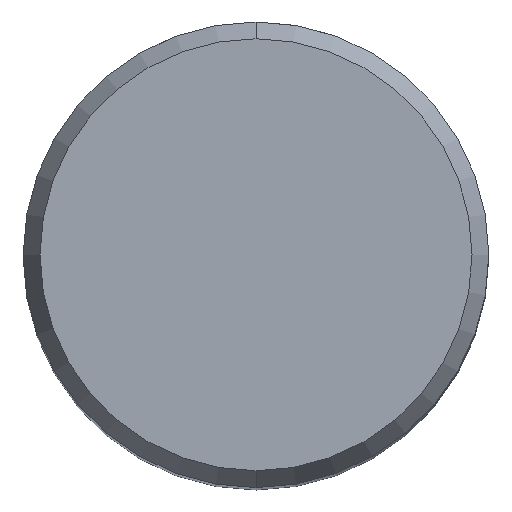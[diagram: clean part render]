
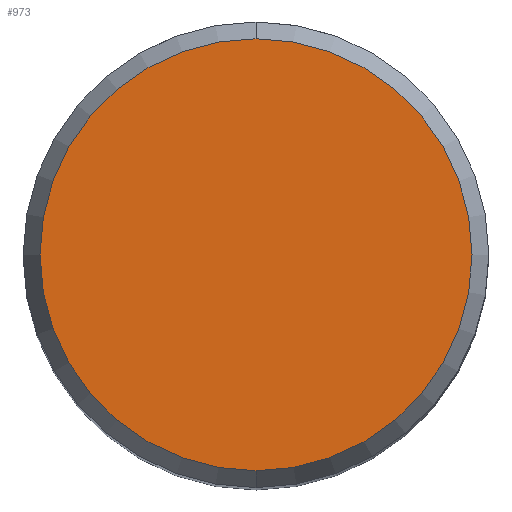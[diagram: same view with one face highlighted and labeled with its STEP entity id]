
A CAD part, top view. The second image highlights one B-rep face of the part: STEP entity #973.
In plain terms, the highlighted planar face has unit normal (0, 0, 1).
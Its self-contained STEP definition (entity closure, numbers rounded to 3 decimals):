
#401=EDGE_CURVE('',#847,#871,#1098,.T.);
#547=EDGE_CURVE('',#871,#847,#1255,.T.);
#847=VERTEX_POINT('',#1584);
#871=VERTEX_POINT('',#1610);
#973=ADVANCED_FACE('',(#1723),#1724,.T.);
#1098=CIRCLE('',#1876,7.423);
#1255=CIRCLE('',#3105,7.423);
#1584=CARTESIAN_POINT('',(0.,-7.423,0.0));
#1610=CARTESIAN_POINT('',(0.0,7.423,0.0));
#1723=FACE_OUTER_BOUND('',#12968,.T.);
#1724=PLANE('',#12969);
#1876=AXIS2_PLACEMENT_3D('',#13827,#13828,#13829);
#3105=AXIS2_PLACEMENT_3D('',#13950,#13951,#13952);
#12968=EDGE_LOOP('',(#14481,#14482));
#12969=AXIS2_PLACEMENT_3D('',#14483,#14484,#14485);
#13827=CARTESIAN_POINT('',(0.0,0.0,0.0));
#13828=DIRECTION('',(0.0,0.0,-1.0));
#13829=DIRECTION('',(0.0,1.0,0.0));
#13950=CARTESIAN_POINT('',(0.0,0.0,0.0));
#13951=DIRECTION('',(0.0,0.0,-1.0));
#13952=DIRECTION('',(0.0,1.0,0.0));
#14481=ORIENTED_EDGE('',*,*,#547,.F.);
#14482=ORIENTED_EDGE('',*,*,#401,.F.);
#14483=CARTESIAN_POINT('',(0.0,3.711,0.0));
#14484=DIRECTION('',(-0.0,0.0,1.0));
#14485=DIRECTION('',(0.0,-1.0,0.0));
